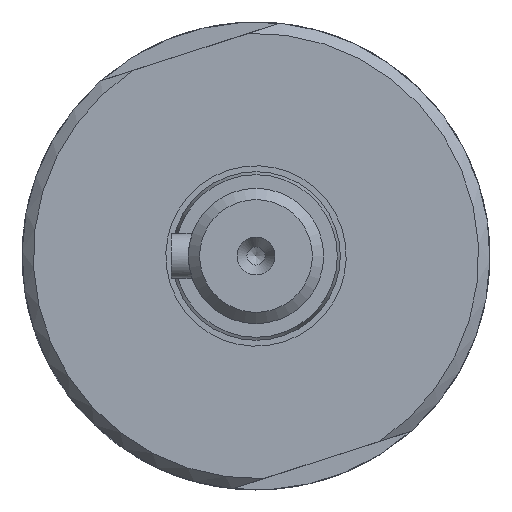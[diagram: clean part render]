
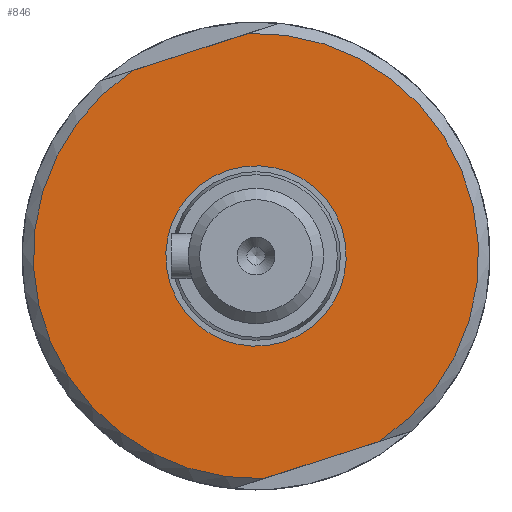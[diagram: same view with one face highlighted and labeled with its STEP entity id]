
A CAD part, left-side view. The second image highlights one B-rep face of the part: STEP entity #846.
In plain terms, the highlighted planar face has unit normal (-1, 0, 0).
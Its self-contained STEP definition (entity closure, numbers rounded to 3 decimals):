
#794=CARTESIAN_POINT('',(-118.,13.209,-4.248));
#795=DIRECTION('',(-1.0,0.0,0.0));
#796=DIRECTION('',(0.0,0.306,0.952));
#797=AXIS2_PLACEMENT_3D('',#794,#795,#796);
#798=PLANE('',#797);
#799=CARTESIAN_POINT('',(-118.,-0.685,-19.738));
#800=VERTEX_POINT('',#799);
#801=CARTESIAN_POINT('',(-118.,-10.949,-16.437));
#802=VERTEX_POINT('',#801);
#803=CARTESIAN_POINT('',(-118.,-0.685,-19.738));
#804=DIRECTION('',(0.0,-0.952,0.306));
#805=VECTOR('',#804,10.782);
#806=LINE('',#803,#805);
#807=EDGE_CURVE('',#800,#802,#806,.T.);
#808=ORIENTED_EDGE('',*,*,#807,.T.);
#809=CARTESIAN_POINT('',(-118.,0.685,19.738));
#810=VERTEX_POINT('',#809);
#811=CARTESIAN_POINT('',(-118.,0.,0.));
#812=DIRECTION('',(1.0,0.,0.));
#813=DIRECTION('',(0.,0.952,-0.306));
#814=AXIS2_PLACEMENT_3D('',#811,#812,#813);
#815=CIRCLE('',#814,19.75);
#816=EDGE_CURVE('',#810,#802,#815,.T.);
#817=ORIENTED_EDGE('',*,*,#816,.F.);
#818=CARTESIAN_POINT('',(-118.,10.949,16.437));
#819=VERTEX_POINT('',#818);
#820=CARTESIAN_POINT('',(-118.,0.685,19.738));
#821=DIRECTION('',(0.0,0.952,-0.306));
#822=VECTOR('',#821,10.782);
#823=LINE('',#820,#822);
#824=EDGE_CURVE('',#810,#819,#823,.T.);
#825=ORIENTED_EDGE('',*,*,#824,.T.);
#826=CARTESIAN_POINT('',(-118.,0.,0.));
#827=DIRECTION('',(1.0,0.,0.));
#828=DIRECTION('',(0.,0.952,-0.306));
#829=AXIS2_PLACEMENT_3D('',#826,#827,#828);
#830=CIRCLE('',#829,19.75);
#831=EDGE_CURVE('',#800,#819,#830,.T.);
#832=ORIENTED_EDGE('',*,*,#831,.F.);
#833=EDGE_LOOP('',(#808,#817,#825,#832));
#834=FACE_OUTER_BOUND('',#833,.T.);
#835=CARTESIAN_POINT('',(-118.,7.616,-2.449));
#836=VERTEX_POINT('',#835);
#837=CARTESIAN_POINT('',(-118.,0.,0.));
#838=DIRECTION('',(1.,0.,0.));
#839=DIRECTION('',(0.,0.952,-0.306));
#840=AXIS2_PLACEMENT_3D('',#837,#838,#839);
#841=CIRCLE('',#840,8.0);
#842=EDGE_CURVE('',#836,#836,#841,.T.);
#843=ORIENTED_EDGE('',*,*,#842,.T.);
#844=EDGE_LOOP('',(#843));
#845=FACE_BOUND('',#844,.T.);
#846=ADVANCED_FACE('',(#834,#845),#798,.T.);
